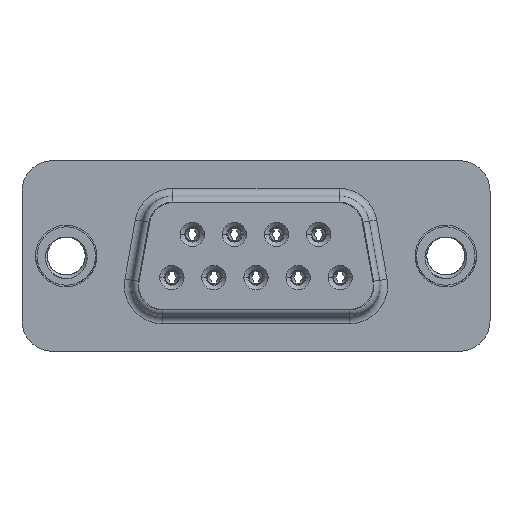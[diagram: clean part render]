
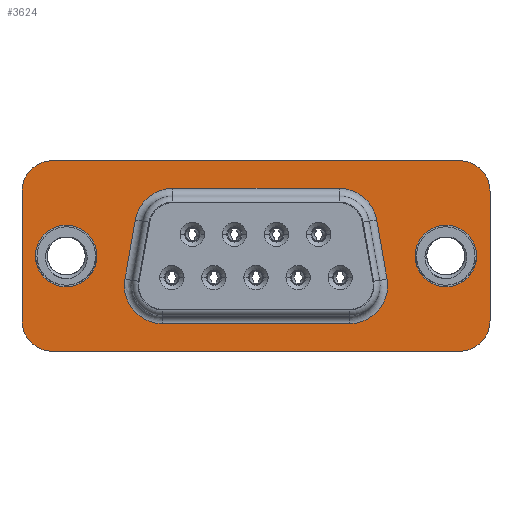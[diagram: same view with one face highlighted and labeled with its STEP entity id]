
A CAD part, front view. The second image highlights one B-rep face of the part: STEP entity #3624.
In plain terms, the highlighted face is planar.
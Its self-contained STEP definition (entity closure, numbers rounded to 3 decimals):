
#2769=CARTESIAN_POINT('',(-13.405,0.2,-4.275));
#2770=DIRECTION('',(0.,-1.,0.));
#2771=DIRECTION('',(-1.,0.,0.));
#2772=AXIS2_PLACEMENT_3D('',#2769,#2770,#2771);
#2774=DIRECTION('',(1.,0.,0.));
#2775=VECTOR('',#2774,26.81);
#2776=CARTESIAN_POINT('',(-13.405,0.2,-6.275));
#2777=LINE('',#2776,#2775);
#2778=CARTESIAN_POINT('',(13.405,0.2,-4.275));
#2779=DIRECTION('',(0.,-1.,0.));
#2780=DIRECTION('',(0.,0.,-1.));
#2781=AXIS2_PLACEMENT_3D('',#2778,#2779,#2780);
#2783=DIRECTION('',(0.,0.,1.));
#2784=VECTOR('',#2783,8.55);
#2785=CARTESIAN_POINT('',(15.405,0.2,-4.275));
#2786=LINE('',#2785,#2784);
#2787=CARTESIAN_POINT('',(13.405,0.2,4.275));
#2788=DIRECTION('',(0.,-1.,0.));
#2789=DIRECTION('',(1.,0.,0.));
#2790=AXIS2_PLACEMENT_3D('',#2787,#2788,#2789);
#2792=DIRECTION('',(-1.,0.,0.));
#2793=VECTOR('',#2792,26.81);
#2794=CARTESIAN_POINT('',(13.405,0.2,6.275));
#2795=LINE('',#2794,#2793);
#2796=CARTESIAN_POINT('',(-13.405,0.2,4.275));
#2797=DIRECTION('',(0.,-1.,0.));
#2798=DIRECTION('',(0.,0.,1.));
#2799=AXIS2_PLACEMENT_3D('',#2796,#2797,#2798);
#2801=DIRECTION('',(0.,0.,-1.));
#2802=VECTOR('',#2801,8.55);
#2803=CARTESIAN_POINT('',(-15.405,0.2,4.275));
#2804=LINE('',#2803,#2802);
#2805=CARTESIAN_POINT('',(12.495,0.2,0.));
#2806=DIRECTION('',(0.,1.,0.));
#2807=DIRECTION('',(-1.,0.,0.));
#2808=AXIS2_PLACEMENT_3D('',#2805,#2806,#2807);
#2810=CARTESIAN_POINT('',(12.495,0.2,0.));
#2811=DIRECTION('',(0.,1.,0.));
#2812=DIRECTION('',(1.,0.,0.));
#2813=AXIS2_PLACEMENT_3D('',#2810,#2811,#2812);
#2815=CARTESIAN_POINT('',(-12.495,0.2,0.));
#2816=DIRECTION('',(0.,1.,0.));
#2817=DIRECTION('',(-1.,0.,0.));
#2818=AXIS2_PLACEMENT_3D('',#2815,#2816,#2817);
#2820=CARTESIAN_POINT('',(-12.495,0.2,0.));
#2821=DIRECTION('',(0.,1.,0.));
#2822=DIRECTION('',(1.,0.,0.));
#2823=AXIS2_PLACEMENT_3D('',#2820,#2821,#2822);
#2825=CARTESIAN_POINT('',(5.477,0.2,1.95));
#2826=DIRECTION('',(0.,1.,0.));
#2827=DIRECTION('',(0.,0.,1.));
#2828=AXIS2_PLACEMENT_3D('',#2825,#2826,#2827);
#2830=DIRECTION('',(0.174,0.,-0.985));
#2831=VECTOR('',#2830,3.96);
#2832=CARTESIAN_POINT('',(7.939,0.2,2.384));
#2833=LINE('',#2832,#2831);
#2834=CARTESIAN_POINT('',(6.165,0.2,-1.95));
#2835=DIRECTION('',(0.,1.,0.));
#2836=DIRECTION('',(0.985,0.,0.174));
#2837=AXIS2_PLACEMENT_3D('',#2834,#2835,#2836);
#2839=CARTESIAN_POINT('',(-6.165,0.2,-1.95));
#2840=DIRECTION('',(0.,1.,0.));
#2841=DIRECTION('',(0.,0.,-1.));
#2842=AXIS2_PLACEMENT_3D('',#2839,#2840,#2841);
#2844=DIRECTION('',(0.174,0.,0.985));
#2845=VECTOR('',#2844,3.96);
#2846=CARTESIAN_POINT('',(-8.627,0.2,-1.516));
#2847=LINE('',#2846,#2845);
#2848=CARTESIAN_POINT('',(-5.477,0.2,1.95));
#2849=DIRECTION('',(0.,1.,0.));
#2850=DIRECTION('',(-0.985,0.,0.174));
#2851=AXIS2_PLACEMENT_3D('',#2848,#2849,#2850);
#2869=DIRECTION('',(-1.,0.,0.));
#2870=VECTOR('',#2869,10.955);
#2871=CARTESIAN_POINT('',(5.477,0.2,4.45));
#2872=LINE('',#2871,#2870);
#2916=DIRECTION('',(1.,0.,0.));
#2917=VECTOR('',#2916,12.33);
#2918=CARTESIAN_POINT('',(-6.165,0.2,-4.45));
#2919=LINE('',#2918,#2917);
#3293=CARTESIAN_POINT('',(-10.47,0.2,0.));
#3294=VERTEX_POINT('',#3293);
#3295=CARTESIAN_POINT('',(-14.52,0.2,0.));
#3296=VERTEX_POINT('',#3295);
#3297=CARTESIAN_POINT('',(-15.405,0.2,-4.275));
#3298=CARTESIAN_POINT('',(-13.405,0.2,-6.275));
#3299=VERTEX_POINT('',#3297);
#3300=VERTEX_POINT('',#3298);
#3301=CARTESIAN_POINT('',(13.405,0.2,-6.275));
#3302=VERTEX_POINT('',#3301);
#3303=CARTESIAN_POINT('',(15.405,0.2,-4.275));
#3304=VERTEX_POINT('',#3303);
#3305=CARTESIAN_POINT('',(15.405,0.2,4.275));
#3306=VERTEX_POINT('',#3305);
#3307=CARTESIAN_POINT('',(13.405,0.2,6.275));
#3308=VERTEX_POINT('',#3307);
#3309=CARTESIAN_POINT('',(-13.405,0.2,6.275));
#3310=VERTEX_POINT('',#3309);
#3311=CARTESIAN_POINT('',(-15.405,0.2,4.275));
#3312=VERTEX_POINT('',#3311);
#3313=CARTESIAN_POINT('',(10.47,0.2,0.));
#3314=CARTESIAN_POINT('',(14.52,0.2,0.));
#3315=VERTEX_POINT('',#3313);
#3316=VERTEX_POINT('',#3314);
#3317=CARTESIAN_POINT('',(5.477,0.2,4.45));
#3318=CARTESIAN_POINT('',(-5.477,0.2,4.45));
#3319=VERTEX_POINT('',#3317);
#3320=VERTEX_POINT('',#3318);
#3321=CARTESIAN_POINT('',(7.939,0.2,2.384));
#3322=VERTEX_POINT('',#3321);
#3323=CARTESIAN_POINT('',(8.627,0.2,-1.516));
#3324=VERTEX_POINT('',#3323);
#3325=CARTESIAN_POINT('',(6.165,0.2,-4.45));
#3326=VERTEX_POINT('',#3325);
#3327=CARTESIAN_POINT('',(-6.165,0.2,-4.45));
#3328=VERTEX_POINT('',#3327);
#3329=CARTESIAN_POINT('',(-8.627,0.2,-1.516));
#3330=VERTEX_POINT('',#3329);
#3331=CARTESIAN_POINT('',(-7.939,0.2,2.384));
#3332=VERTEX_POINT('',#3331);
#3579=CARTESIAN_POINT('',(0.,0.2,0.));
#3580=DIRECTION('',(0.,1.,0.));
#3581=DIRECTION('',(1.,0.,0.));
#3582=AXIS2_PLACEMENT_3D('',#3579,#3580,#3581);
#3583=PLANE('',#3582);
#3584=ORIENTED_EDGE('',*,*,#3475,.T.);
#3585=ORIENTED_EDGE('',*,*,#3490,.T.);
#3586=ORIENTED_EDGE('',*,*,#3504,.T.);
#3587=ORIENTED_EDGE('',*,*,#3518,.T.);
#3588=ORIENTED_EDGE('',*,*,#3532,.T.);
#3589=ORIENTED_EDGE('',*,*,#3546,.T.);
#3590=ORIENTED_EDGE('',*,*,#3560,.T.);
#3591=ORIENTED_EDGE('',*,*,#3573,.T.);
#3592=EDGE_LOOP('',(#3584,#3585,#3586,#3587,#3588,#3589,#3590,#3591));
#3593=FACE_OUTER_BOUND('',#3592,.F.);
#3595=ORIENTED_EDGE('',*,*,#3594,.T.);
#3597=ORIENTED_EDGE('',*,*,#3596,.T.);
#3598=EDGE_LOOP('',(#3595,#3597));
#3599=FACE_BOUND('',#3598,.F.);
#3601=ORIENTED_EDGE('',*,*,#3600,.T.);
#3603=ORIENTED_EDGE('',*,*,#3602,.T.);
#3604=EDGE_LOOP('',(#3601,#3603));
#3605=FACE_BOUND('',#3604,.F.);
#3607=ORIENTED_EDGE('',*,*,#3606,.F.);
#3609=ORIENTED_EDGE('',*,*,#3608,.T.);
#3611=ORIENTED_EDGE('',*,*,#3610,.T.);
#3613=ORIENTED_EDGE('',*,*,#3612,.T.);
#3615=ORIENTED_EDGE('',*,*,#3614,.F.);
#3617=ORIENTED_EDGE('',*,*,#3616,.T.);
#3619=ORIENTED_EDGE('',*,*,#3618,.T.);
#3621=ORIENTED_EDGE('',*,*,#3620,.T.);
#3622=EDGE_LOOP('',(#3607,#3609,#3611,#3613,#3615,#3617,#3619,#3621));
#3623=FACE_BOUND('',#3622,.F.);
#3624=ADVANCED_FACE('',(#3593,#3599,#3605,#3623),#3583,.T.);
#2773=CIRCLE('',#2772,2.);
#2782=CIRCLE('',#2781,2.);
#2791=CIRCLE('',#2790,2.);
#2800=CIRCLE('',#2799,2.);
#2809=CIRCLE('',#2808,2.025);
#2814=CIRCLE('',#2813,2.025);
#2819=CIRCLE('',#2818,2.025);
#2824=CIRCLE('',#2823,2.025);
#2829=CIRCLE('',#2828,2.5);
#2838=CIRCLE('',#2837,2.5);
#2843=CIRCLE('',#2842,2.5);
#2852=CIRCLE('',#2851,2.5);
#3475=EDGE_CURVE('',#3299,#3300,#2773,.T.);
#3490=EDGE_CURVE('',#3300,#3302,#2777,.T.);
#3504=EDGE_CURVE('',#3302,#3304,#2782,.T.);
#3518=EDGE_CURVE('',#3304,#3306,#2786,.T.);
#3532=EDGE_CURVE('',#3306,#3308,#2791,.T.);
#3546=EDGE_CURVE('',#3308,#3310,#2795,.T.);
#3560=EDGE_CURVE('',#3310,#3312,#2800,.T.);
#3573=EDGE_CURVE('',#3312,#3299,#2804,.T.);
#3594=EDGE_CURVE('',#3315,#3316,#2809,.T.);
#3596=EDGE_CURVE('',#3316,#3315,#2814,.T.);
#3600=EDGE_CURVE('',#3296,#3294,#2819,.T.);
#3602=EDGE_CURVE('',#3294,#3296,#2824,.T.);
#3606=EDGE_CURVE('',#3319,#3320,#2872,.T.);
#3608=EDGE_CURVE('',#3319,#3322,#2829,.T.);
#3610=EDGE_CURVE('',#3322,#3324,#2833,.T.);
#3612=EDGE_CURVE('',#3324,#3326,#2838,.T.);
#3614=EDGE_CURVE('',#3328,#3326,#2919,.T.);
#3616=EDGE_CURVE('',#3328,#3330,#2843,.T.);
#3618=EDGE_CURVE('',#3330,#3332,#2847,.T.);
#3620=EDGE_CURVE('',#3332,#3320,#2852,.T.);
